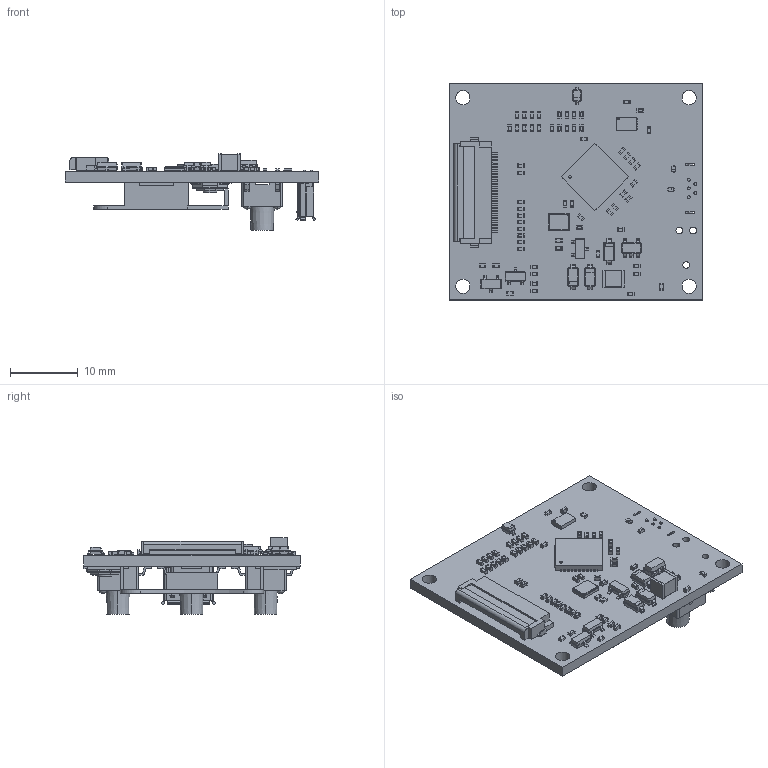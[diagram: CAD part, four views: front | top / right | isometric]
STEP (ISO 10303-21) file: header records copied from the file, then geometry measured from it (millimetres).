
FILE_DESCRIPTION(('KiCad electronic assembly'),'2;1');
FILE_NAME('KeyChainv4.step','2024-06-17T15:05:20',('Pcbnew'),('Kicad'), 'Open CASCADE STEP processor 7.7','KiCad to STEP converter','Unknown' );
FILE_SCHEMA(('AUTOMOTIVE_DESIGN { 1 0 10303 214 1 1 1 1 }'));
Length unit declared in the file: millimetre
Products named in the file (40): KeyChainv4 1; C_0402_1005Metric; R_0402_1005Metric; D_SOD-923; D_SOD_923; SOT-23; SOT_23; D_SOD-123; D_SOD_123; W25Q80DVUXIE_TR; ASSEMBLY; D_SOD-323; D_SOD_323; QFN-56-1EP_7x7mm_P0.4mm_EP3.2x3.2mm; QFN_56_1EP_7x7mm_P04mm_EP32x32mm; SOT-23-5; SOT_23_5; Hirose_FH12-24S-0.5SH_1x24-1MP_P0.50mm_Horizontal; Hirose_FH12_xxS_0_5SH_Parametric_v0_1; L_1210_3225Metric; Crystal_SMD_3225-4Pin_3.2x2.5mm; MPD_-_BK-883-TR; Open CASCADE STEP translator 6.8 1; Wurth_-_614105150721; Open CASCADE STEP translator 6.7 69; Open CASCADE STEP translator 6.7 68; Open CASCADE STEP translator 6.7 67; Open CASCADE STEP translator 6.7 66; Open CASCADE STEP translator 6.7 65; Open CASCADE STEP translator 6.7 64; Open CASCADE STEP translator 6.7 63; c-2-1977223-0-b2-3d; C-2-1977223-0; SW_SPST_TL3342; _autosave-KeyChain_PCB
Assembly tree (104 placements, depth 3):
  KeyChainv4 1
    C_0402_1005Metric  x49
      C_0402_1005Metric
    R_0402_1005Metric  x11
      R_0402_1005Metric
    D_SOD-923  x2
      D_SOD_923
    SOT-23  x3
      SOT_23
    D_SOD-123  x3
      D_SOD_123
    W25Q80DVUXIE_TR
      ASSEMBLY
    D_SOD-323
      D_SOD_323
    QFN-56-1EP_7x7mm_P0.4mm_EP3.2x3.2mm
      QFN_56_1EP_7x7mm_P04mm_EP32x32mm
    SOT-23-5
      SOT_23_5
    Hirose_FH12-24S-0.5SH_1x24-1MP_P0.50mm_Horizontal
      Hirose_FH12_xxS_0_5SH_Parametric_v0_1
    L_1210_3225Metric
      L_1210_3225Metric
    Crystal_SMD_3225-4Pin_3.2x2.5mm
      Crystal_SMD_3225-4Pin_3.2x2.5mm
    MPD_-_BK-883-TR
      Open CASCADE STEP translator 6.8 1
    Wurth_-_614105150721
      Open CASCADE STEP translator 6.7 69
      Open CASCADE STEP translator 6.7 68
      Open CASCADE STEP translator 6.7 67
      Open CASCADE STEP translator 6.7 66
      Open CASCADE STEP translator 6.7 65
      Open CASCADE STEP translator 6.7 64
      Open CASCADE STEP translator 6.7 63
    c-2-1977223-0-b2-3d  x3
      C-2-1977223-0
    SW_SPST_TL3342
      SW_SPST_TL3342
    _autosave-KeyChain_PCB
Bounding box: 37.32 x 31.8 x 11.2 mm (x, y, z)
Volume: 2933.6 mm3; surface area: 5774.6 mm2
Topology: 99 solids, 100 shells, 4069 faces, 10800 edges, 7038 vertices
Faces by surface type: plane 2727, cylinder 1049, bspline 262, sphere 24, cone 6, torus 1
Full cylindrical faces by diameter (mm): 0.25 x1, 0.4 x1, 0.44 x5, 0.991 x3, 2 x1, 2.1 x4, 2.36 x2
Entity records: 73327 total; most frequent: CARTESIAN_POINT 13387, ORIENTED_EDGE 11008, DIRECTION 9843, EDGE_CURVE 5504, LINE 4607, VECTOR 4607, VERTEX_POINT 3590, AXIS2_PLACEMENT_3D 2618
